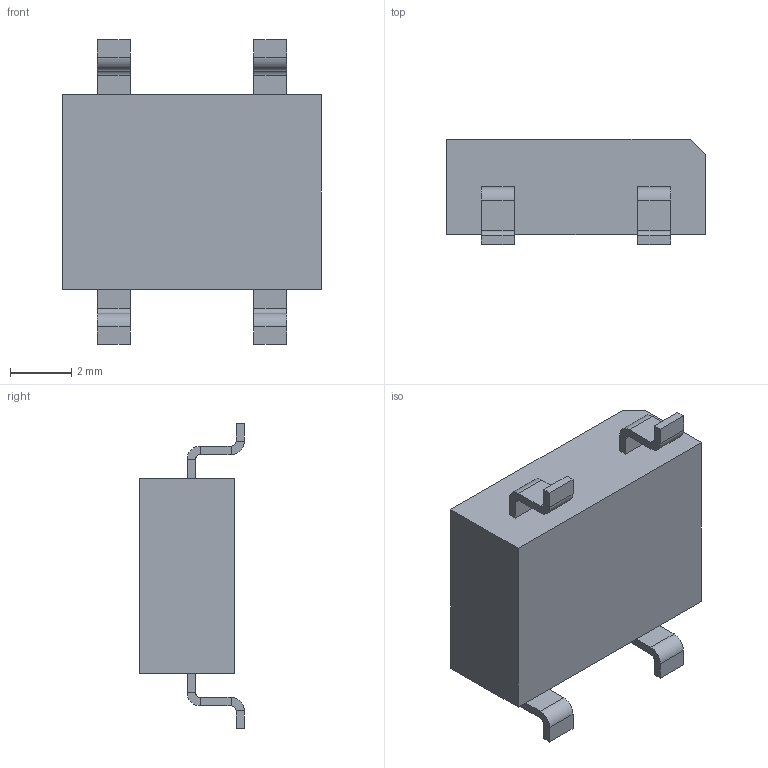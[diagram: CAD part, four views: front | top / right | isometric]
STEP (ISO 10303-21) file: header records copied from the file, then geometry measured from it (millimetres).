
FILE_DESCRIPTION (( 'STEP AP214' ), '1' );
FILE_NAME ('DB207S.SLDPRT.STEP', '2019-01-28T06:36:42', ( '' ), ( '' ), 'SwSTEP 2.0', 'SolidWorks 2018', '' );
FILE_SCHEMA (( 'AUTOMOTIVE_DESIGN' ));
Length unit declared in the file: millimetre
Products named in the file (1): DB207S.SLDPRT
Bounding box: 8.45 x 3.42 x 9.95 mm (x, y, z)
Volume: 169.3 mm3; surface area: 230.9 mm2
Topology: 1 solids, 1 shells, 91 faces, 191 edges, 106 vertices
Faces by surface type: plane 75, cylinder 16
Entity records: 2436 total; most frequent: DIRECTION 407, CARTESIAN_POINT 389, ORIENTED_EDGE 382, EDGE_CURVE 191, VECTOR 159, LINE 159, AXIS2_PLACEMENT_3D 124, VERTEX_POINT 106
